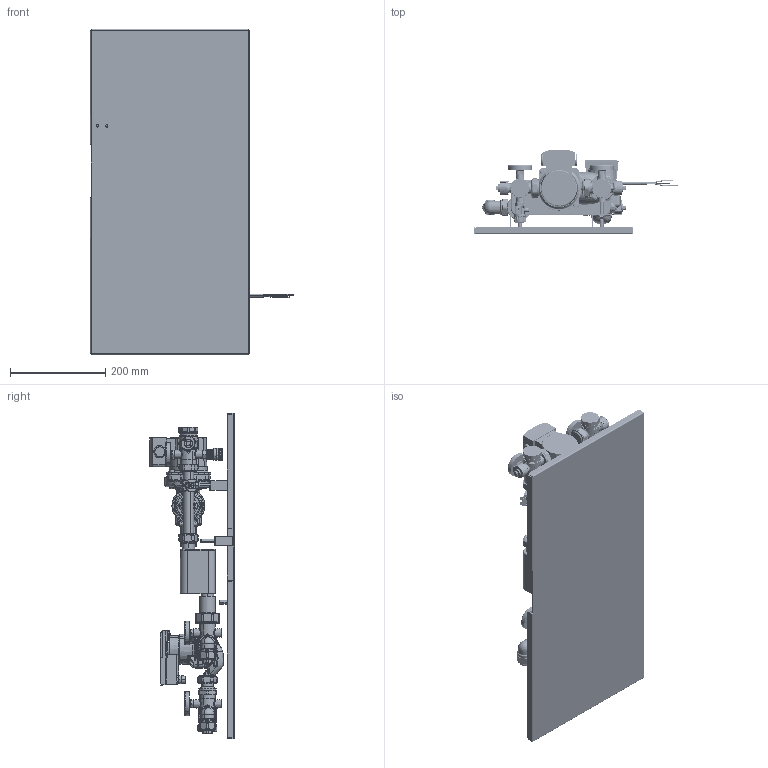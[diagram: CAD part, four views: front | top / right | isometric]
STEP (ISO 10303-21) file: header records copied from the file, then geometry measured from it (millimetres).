
FILE_DESCRIPTION(('CATIA V5 STEP Exchange'),'2;1');
FILE_NAME('STEP_285060HE2_-_TST.stp','2018-07-13T10:57:00+00:00',('none'),('none'),'CATIA Version 5-6 Release 2016 SP4','CATIA V5 STEP AP203','none');
FILE_SCHEMA(('CONFIG_CONTROL_DESIGN'));
Products named in the file (1): _285065he20001_sw0001
Bounding box: 427.99 x 177.3 x 684 mm (x, y, z)
Surface area: 1033759.9 mm2 (no closed solid volume)
Topology: 0 solids, 333 shells, 4936 faces, 15797 edges, 10551 vertices
Faces by surface type: bspline 1704, cylinder 1001, plane 838, cone 648, torus 624, sphere 121
Entity records: 255546 total; most frequent: CARTESIAN_POINT 151453, ORIENTED_EDGE 25083, EDGE_CURVE 15622, DIRECTION 12816, VERTEX_POINT 10547, AXIS2_PLACEMENT_3D 6137, B_SPLINE_CURVE_WITH_KNOTS 5850, ADVANCED_FACE 4936
